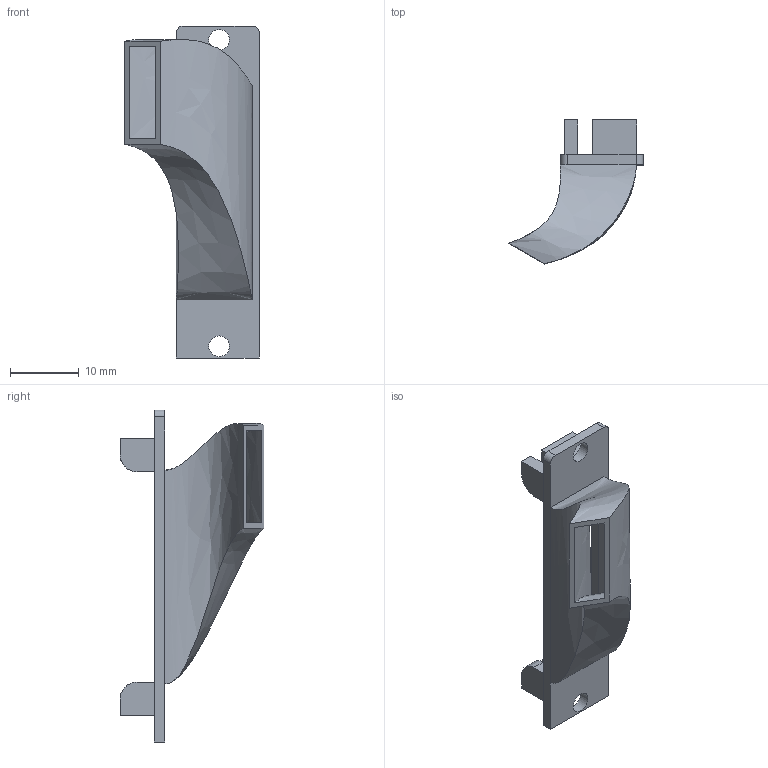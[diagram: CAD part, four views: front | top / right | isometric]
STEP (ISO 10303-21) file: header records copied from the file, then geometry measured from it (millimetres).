
FILE_DESCRIPTION(/* description */ (''),/* implementation_level */ '2;1');
FILE_NAME(/* name */ 'NozzleR.step',/* time_stamp */ '2023-01-05T02:13:14+03:00',/* author */ (''),/* organization */ (''),/* preprocessor_version */ 'ST-DEVELOPER v19.2',/* originating_system */ 'Autodesk Translation Framework v11.17.0.187',/* authorisation */ '');
FILE_SCHEMA (('AUTOMOTIVE_DESIGN { 1 0 10303 214 3 1 1 }'));
Length unit declared in the file: millimetre
Products named in the file (1): NozzleR
Bounding box: 19.49 x 20.9 x 48.2 mm (x, y, z)
Volume: 1998 mm3; surface area: 3465.7 mm2
Topology: 1 solids, 1 shells, 47 faces, 117 edges, 76 vertices
Faces by surface type: plane 31, bspline 12, cylinder 4
Full cylindrical faces by diameter (mm): 3 x2
Entity records: 1879 total; most frequent: CARTESIAN_POINT 810, ORIENTED_EDGE 234, DIRECTION 166, EDGE_CURVE 117, LINE 78, VECTOR 78, VERTEX_POINT 76, EDGE_LOOP 57
